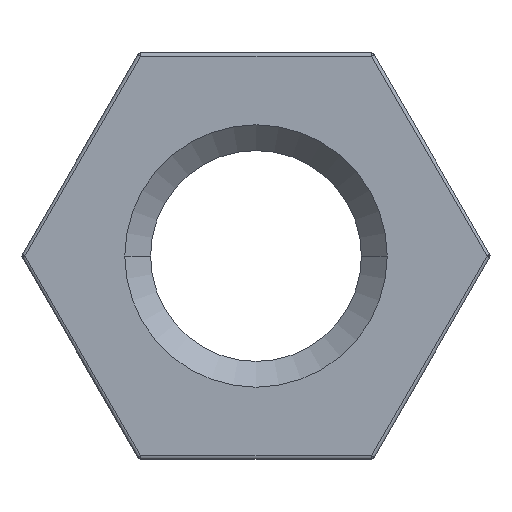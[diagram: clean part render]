
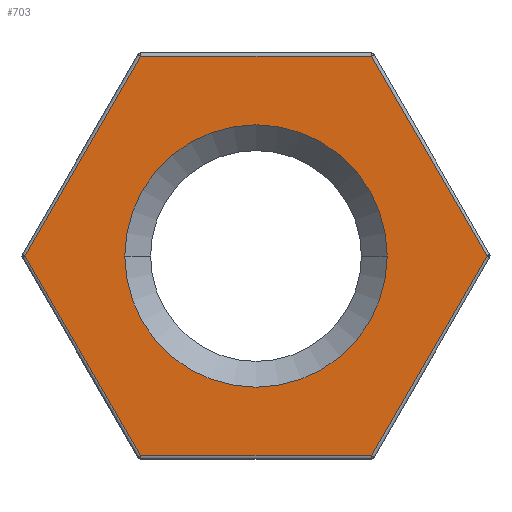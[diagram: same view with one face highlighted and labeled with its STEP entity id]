
A CAD part, left-side view. The second image highlights one B-rep face of the part: STEP entity #703.
In plain terms, the highlighted planar face has unit normal (-1, 0, 0).
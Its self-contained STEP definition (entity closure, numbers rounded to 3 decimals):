
#11 = DIRECTION ( 'NONE',  ( 1., 0., 0. ) ) ;
#21 = CARTESIAN_POINT ( 'NONE',  ( 0., -5.543, -3.2 ) ) ;
#25 = VECTOR ( 'NONE', #1175, 1000. ) ;
#36 = LINE ( 'NONE', #1179, #25 ) ;
#48 = VECTOR ( 'NONE', #548, 1000. ) ;
#53 = AXIS2_PLACEMENT_3D ( 'NONE', #1274, #11, #803 ) ;
#59 = LINE ( 'NONE', #583, #48 ) ;
#65 = CARTESIAN_POINT ( 'NONE',  ( 0., 5.543, -3.2 ) ) ;
#72 = DIRECTION ( 'NONE',  ( 0., 1., 0. ) ) ;
#79 = VECTOR ( 'NONE', #1111, 1000. ) ;
#88 = LINE ( 'NONE', #1194, #79 ) ;
#106 = CARTESIAN_POINT ( 'NONE',  ( 0., 0., 0. ) ) ;
#108 = EDGE_CURVE ( 'NONE', #524, #528, #457, .T. ) ;
#126 = DIRECTION ( 'NONE',  ( 1., 0., 0. ) ) ;
#128 = VECTOR ( 'NONE', #282, 1000. ) ;
#139 = DIRECTION ( 'NONE',  ( 0., -0.5, -0.866 ) ) ;
#153 = LINE ( 'NONE', #21, #128 ) ;
#169 = EDGE_CURVE ( 'NONE', #541, #794, #333, .T. ) ;
#171 = VECTOR ( 'NONE', #139, 1000. ) ;
#178 = LINE ( 'NONE', #65, #171 ) ;
#187 = CIRCLE ( 'NONE', #1127, 4.2 ) ;
#229 = EDGE_CURVE ( 'NONE', #528, #524, #187, .T. ) ;
#237 = EDGE_CURVE ( 'NONE', #660, #510, #178, .T. ) ;
#255 = EDGE_CURVE ( 'NONE', #884, #541, #153, .T. ) ;
#282 = DIRECTION ( 'NONE',  ( 0., -0.5, 0.866 ) ) ;
#284 = EDGE_CURVE ( 'NONE', #806, #660, #88, .T. ) ;
#299 = EDGE_CURVE ( 'NONE', #794, #806, #59, .T. ) ;
#313 = EDGE_CURVE ( 'NONE', #510, #884, #36, .T. ) ;
#328 = VECTOR ( 'NONE', #754, 1000. ) ;
#333 = LINE ( 'NONE', #1272, #328 ) ;
#457 = CIRCLE ( 'NONE', #53, 4.2 ) ;
#510 = VERTEX_POINT ( 'NONE', #1103 ) ;
#524 = VERTEX_POINT ( 'NONE', #1104 ) ;
#528 = VERTEX_POINT ( 'NONE', #1137 ) ;
#541 = VERTEX_POINT ( 'NONE', #1157 ) ;
#548 = DIRECTION ( 'NONE',  ( 0., 1., 0. ) ) ;
#583 = CARTESIAN_POINT ( 'NONE',  ( 0., 0., 6.4 ) ) ;
#591 = ORIENTED_EDGE ( 'NONE', *, *, #255, .T. ) ;
#642 = ORIENTED_EDGE ( 'NONE', *, *, #284, .T. ) ;
#660 = VERTEX_POINT ( 'NONE', #1009 ) ;
#703 = ADVANCED_FACE ( 'NONE', ( #1128, #1000 ), #1010, .F. ) ;
#727 = EDGE_LOOP ( 'NONE', ( #761, #910 ) ) ;
#734 = EDGE_LOOP ( 'NONE', ( #838, #970, #642, #804, #936, #591 ) ) ;
#747 = CARTESIAN_POINT ( 'NONE',  ( 0., 0., 0. ) ) ;
#754 = DIRECTION ( 'NONE',  ( 0., 0.5, 0.866 ) ) ;
#756 = CARTESIAN_POINT ( 'NONE',  ( 0., 3.695, 6.4 ) ) ;
#761 = ORIENTED_EDGE ( 'NONE', *, *, #229, .T. ) ;
#773 = CARTESIAN_POINT ( 'NONE',  ( 0., -3.695, 6.4 ) ) ;
#794 = VERTEX_POINT ( 'NONE', #773 ) ;
#802 = DIRECTION ( 'NONE',  ( 0., 1., 0. ) ) ;
#803 = DIRECTION ( 'NONE',  ( 0., 1., 0. ) ) ;
#804 = ORIENTED_EDGE ( 'NONE', *, *, #237, .T. ) ;
#806 = VERTEX_POINT ( 'NONE', #756 ) ;
#809 = DIRECTION ( 'NONE',  ( 1., 0., 0. ) ) ;
#838 = ORIENTED_EDGE ( 'NONE', *, *, #169, .T. ) ;
#884 = VERTEX_POINT ( 'NONE', #963 ) ;
#910 = ORIENTED_EDGE ( 'NONE', *, *, #108, .T. ) ;
#936 = ORIENTED_EDGE ( 'NONE', *, *, #313, .T. ) ;
#963 = CARTESIAN_POINT ( 'NONE',  ( 0., -3.695, -6.4 ) ) ;
#970 = ORIENTED_EDGE ( 'NONE', *, *, #299, .T. ) ;
#1000 = FACE_BOUND ( 'NONE', #727, .T. ) ;
#1009 = CARTESIAN_POINT ( 'NONE',  ( 0., 7.39, 0. ) ) ;
#1010 = PLANE ( 'NONE',  #1258 ) ;
#1103 = CARTESIAN_POINT ( 'NONE',  ( 0., 3.695, -6.4 ) ) ;
#1104 = CARTESIAN_POINT ( 'NONE',  ( 0., -4.2, 0. ) ) ;
#1111 = DIRECTION ( 'NONE',  ( 0., 0.5, -0.866 ) ) ;
#1127 = AXIS2_PLACEMENT_3D ( 'NONE', #106, #126, #72 ) ;
#1128 = FACE_OUTER_BOUND ( 'NONE', #734, .T. ) ;
#1137 = CARTESIAN_POINT ( 'NONE',  ( 0., 4.2, 0. ) ) ;
#1157 = CARTESIAN_POINT ( 'NONE',  ( 0., -7.39, 0. ) ) ;
#1175 = DIRECTION ( 'NONE',  ( 0., -1., 0. ) ) ;
#1179 = CARTESIAN_POINT ( 'NONE',  ( 0., 0., -6.4 ) ) ;
#1194 = CARTESIAN_POINT ( 'NONE',  ( 0., 5.543, 3.2 ) ) ;
#1258 = AXIS2_PLACEMENT_3D ( 'NONE', #747, #809, #802 ) ;
#1272 = CARTESIAN_POINT ( 'NONE',  ( 0., -5.543, 3.2 ) ) ;
#1274 = CARTESIAN_POINT ( 'NONE',  ( 0., 0., 0. ) ) ;
